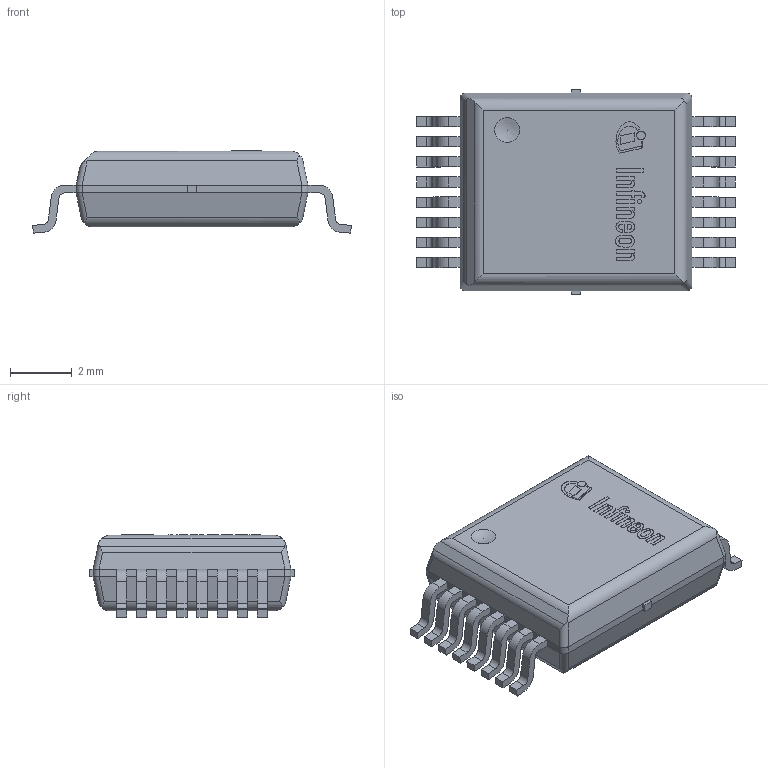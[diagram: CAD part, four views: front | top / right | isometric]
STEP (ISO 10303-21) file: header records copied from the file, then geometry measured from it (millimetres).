
FILE_DESCRIPTION(/* description */ (''),/* implementation_level */ '2;1');
FILE_NAME(/* name */ 'PG-DSO-16-28_Z8B00172039_V08_3D.stp',/* time_stamp */ '2020-02-03T16:05:11+06:00',/* author */ ('janartha'),/* organization */ (''),/* preprocessor_version */ 'ST-DEVELOPER v16.13',/* originating_system */ 'AutoCAD Mechanical',/* authorisation */ '');
FILE_SCHEMA (('AUTOMOTIVE_DESIGN { 1 0 10303 214 3 1 1 }'));
Length unit declared in the file: millimetre
Products named in the file (1): Product
Bounding box: 10.3 x 6.6 x 2.66 mm (x, y, z)
Volume: 111.7 mm3; surface area: 386.6 mm2
Topology: 34 solids, 34 shells, 396 faces, 987 edges, 658 vertices
Faces by surface type: plane 282, cylinder 88, bspline 25, torus 1
Full cylindrical faces by diameter (mm): 0.142 x1, 0.287 x1, 0.8 x2, 2.4 x1
Entity records: 12007 total; most frequent: CARTESIAN_POINT 2619, ORIENTED_EDGE 1954, DIRECTION 1840, EDGE_CURVE 977, LINE 748, VECTOR 748, VERTEX_POINT 657, AXIS2_PLACEMENT_3D 546
